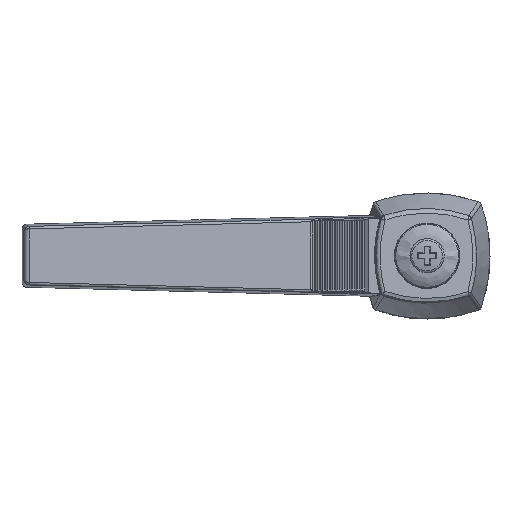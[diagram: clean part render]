
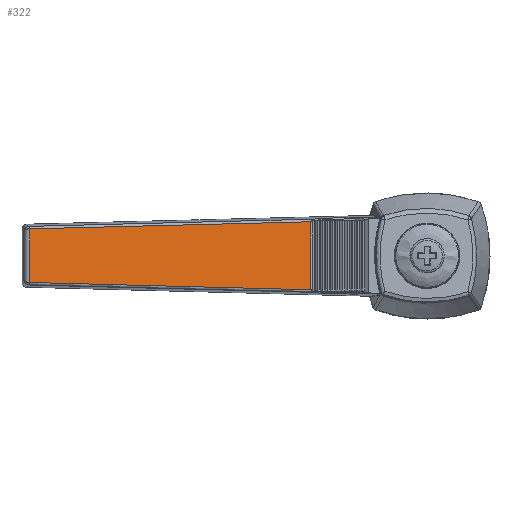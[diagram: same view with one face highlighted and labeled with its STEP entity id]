
A CAD part, top view. The second image highlights one B-rep face of the part: STEP entity #322.
In plain terms, the highlighted planar face has unit normal (0.174, 0, 0.985).
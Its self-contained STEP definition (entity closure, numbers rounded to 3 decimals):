
#322 = ADVANCED_FACE( '', ( #824 ), #825, .F. );
#824 = FACE_OUTER_BOUND( '', #2571, .T. );
#825 = PLANE( '', #2572 );
#2571 = EDGE_LOOP( '', ( #7238, #7239, #7240, #7241 ) );
#2572 = AXIS2_PLACEMENT_3D( '', #7242, #7243, #7244 );
#7238 = ORIENTED_EDGE( '', *, *, #8811, .T. );
#7239 = ORIENTED_EDGE( '', *, *, #8812, .T. );
#7240 = ORIENTED_EDGE( '', *, *, #8813, .T. );
#7241 = ORIENTED_EDGE( '', *, *, #8814, .T. );
#7242 = CARTESIAN_POINT( '', ( -33.905, 0., 38.274 ) );
#7243 = DIRECTION( '', ( -0.174, 0., -0.985 ) );
#7244 = DIRECTION( '', ( -0.985, 0., 0.174 ) );
#8811 = EDGE_CURVE( '', #9715, #9716, #9717, .T. );
#8812 = EDGE_CURVE( '', #9716, #9718, #9719, .F. );
#8813 = EDGE_CURVE( '', #9718, #9720, #9721, .T. );
#8814 = EDGE_CURVE( '', #9720, #9715, #9722, .F. );
#9715 = VERTEX_POINT( '', #11882 );
#9716 = VERTEX_POINT( '', #11883 );
#9717 = B_SPLINE_CURVE_WITH_KNOTS( '', 3, ( #11884, #11885, #11886, #11887, #11888, #11889, #11890, #11891 ), .UNSPECIFIED., .F., .F., ( 4, 2, 2, 4 ), ( 0., 0.028, 0.043, 0.057 ), .UNSPECIFIED. );
#9718 = VERTEX_POINT( '', #11892 );
#9719 = LINE( '', #11893, #11894 );
#9720 = VERTEX_POINT( '', #11895 );
#9721 = B_SPLINE_CURVE_WITH_KNOTS( '', 3, ( #11896, #11897, #11898, #11899, #11900, #11901, #11902, #11903 ), .UNSPECIFIED., .F., .F., ( 4, 2, 2, 4 ), ( 0.001, 0.015, 0.029, 0.058 ), .UNSPECIFIED. );
#9722 = LINE( '', #11904, #11905 );
#11882 = CARTESIAN_POINT( '', ( -23.09, 6.754, 36.367 ) );
#11883 = CARTESIAN_POINT( '', ( -78.94, 5.324, 46.215 ) );
#11884 = CARTESIAN_POINT( '', ( -23.09, 6.754, 36.367 ) );
#11885 = CARTESIAN_POINT( '', ( -32.398, 6.514, 38.009 ) );
#11886 = CARTESIAN_POINT( '', ( -41.706, 6.275, 39.65 ) );
#11887 = CARTESIAN_POINT( '', ( -55.669, 5.918, 42.112 ) );
#11888 = CARTESIAN_POINT( '', ( -60.323, 5.798, 42.932 ) );
#11889 = CARTESIAN_POINT( '', ( -69.631, 5.561, 44.574 ) );
#11890 = CARTESIAN_POINT( '', ( -74.286, 5.442, 45.394 ) );
#11891 = CARTESIAN_POINT( '', ( -78.94, 5.324, 46.215 ) );
#11892 = CARTESIAN_POINT( '', ( -78.94, -5.324, 46.215 ) );
#11893 = CARTESIAN_POINT( '', ( -78.94, 0., 46.215 ) );
#11894 = VECTOR( '', #15051, 1000. );
#11895 = CARTESIAN_POINT( '', ( -23.09, -6.754, 36.367 ) );
#11896 = CARTESIAN_POINT( '', ( -78.94, -5.324, 46.215 ) );
#11897 = CARTESIAN_POINT( '', ( -74.286, -5.442, 45.394 ) );
#11898 = CARTESIAN_POINT( '', ( -69.631, -5.561, 44.574 ) );
#11899 = CARTESIAN_POINT( '', ( -60.323, -5.798, 42.932 ) );
#11900 = CARTESIAN_POINT( '', ( -55.669, -5.918, 42.112 ) );
#11901 = CARTESIAN_POINT( '', ( -41.706, -6.275, 39.65 ) );
#11902 = CARTESIAN_POINT( '', ( -32.398, -6.514, 38.009 ) );
#11903 = CARTESIAN_POINT( '', ( -23.09, -6.754, 36.367 ) );
#11904 = CARTESIAN_POINT( '', ( -23.09, 6.986, 36.367 ) );
#11905 = VECTOR( '', #15052, 1000. );
#15051 = DIRECTION( '', ( 0., 1., 0. ) );
#15052 = DIRECTION( '', ( 0., -1., 0. ) );
